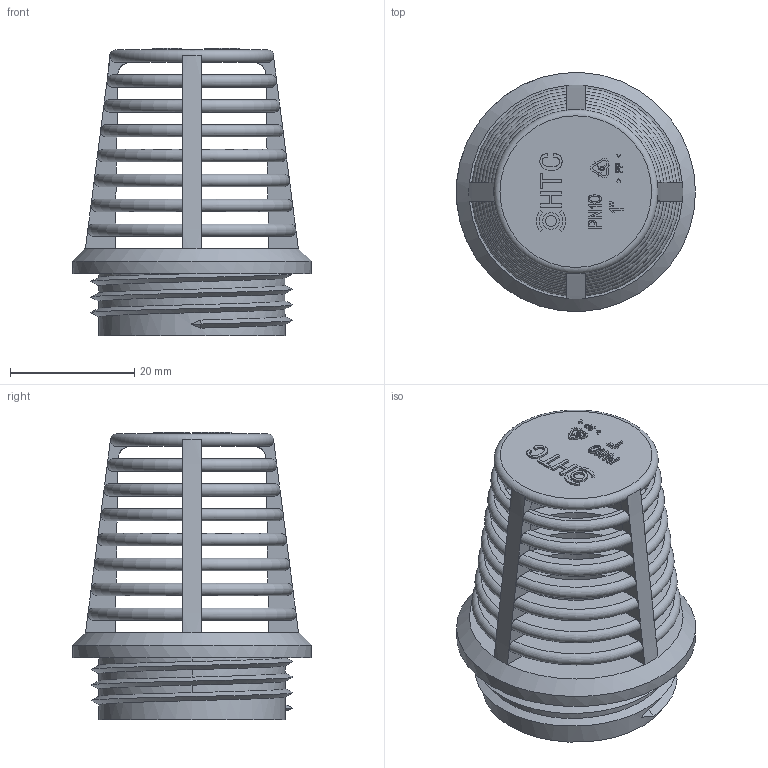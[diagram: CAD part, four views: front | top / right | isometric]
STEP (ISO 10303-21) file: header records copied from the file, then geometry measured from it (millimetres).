
FILE_DESCRIPTION(/* description */ (''),/* implementation_level */ '2;1');
FILE_NAME(/* name */ 'PF0829 add logo 1.stp',/* time_stamp */ '2024-11-12T13:53:54+08:00',/* author */ (''),/* organization */ (''),/* preprocessor_version */ 'ST-DEVELOPER v16.7',/* originating_system */ 'SIEMENS PLM Software NX 12.0',/* authorisation */ '');
FILE_SCHEMA (('AP203_CONFIGURATION_CONTROLLED_3D_DESIGN_OF_MECHANICAL_PARTS_AND_ASSEMBLIES_MIM_LF { 1 0 10303 403 2 1 2}'));
Length unit declared in the file: millimetre
Products named in the file (1): Admi2158205Ftioz
Bounding box: 38.45 x 38.47 x 46.3 mm (x, y, z)
Volume: 9890 mm3; surface area: 11341.4 mm2
Topology: 1 solids, 1 shells, 815 faces, 2400 edges, 1580 vertices
Faces by surface type: plane 693, extrusion 60, torus 37, cylinder 14, cone 7, bspline 4
Full cylindrical faces by diameter (mm): 1.76 x1, 2.72 x1, 24.7 x1, 25 x1, 25.5 x2, 30 x3
Entity records: 37755 total; most frequent: CARTESIAN_POINT 12239, ORIENTED_EDGE 4728, DIRECTION 3724, EDGE_CURVE 2364, VECTOR 1892, LINE 1832, VERTEX_POINT 1562, AXIS2_PLACEMENT_3D 916
